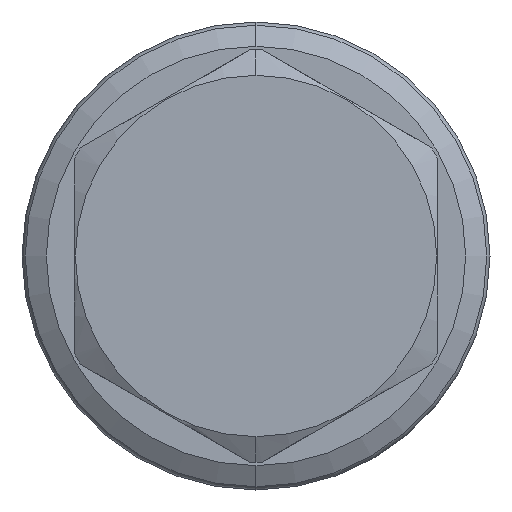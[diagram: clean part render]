
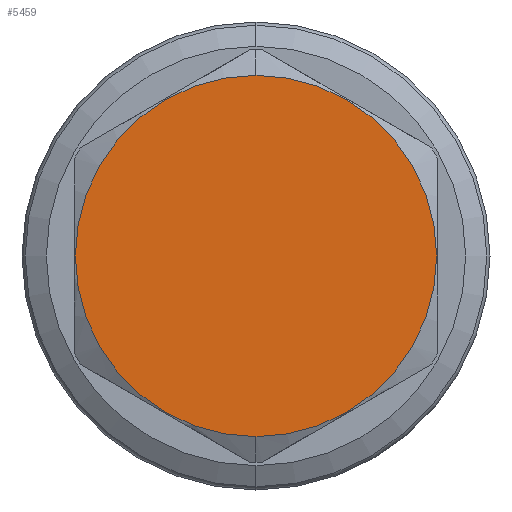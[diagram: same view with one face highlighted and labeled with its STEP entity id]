
A CAD part, left-side view. The second image highlights one B-rep face of the part: STEP entity #5459.
In plain terms, the highlighted planar face has unit normal (-1, 0, 0).
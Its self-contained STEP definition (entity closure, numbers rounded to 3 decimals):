
#481 = DIRECTION ( 'NONE',  ( -1., 0., 0. ) ) ;
#521 = CARTESIAN_POINT ( 'NONE',  ( 0., 0., 0. ) ) ;
#527 = DIRECTION ( 'NONE',  ( 0., 0., 1. ) ) ;
#1599 = CARTESIAN_POINT ( 'NONE',  ( 0., 0., -23.787 ) ) ;
#1601 = PLANE ( 'NONE',  #7928 ) ;
#1603 = DIRECTION ( 'NONE',  ( 1., 0., 0. ) ) ;
#1604 = DIRECTION ( 'NONE',  ( 0., 0., -1. ) ) ;
#2033 = CARTESIAN_POINT ( 'NONE',  ( 0., 0., -20.5 ) ) ;
#2055 = CARTESIAN_POINT ( 'NONE',  ( 0., 0., 20.5 ) ) ;
#2072 = EDGE_CURVE ( 'NONE', #7243, #7182, #4111, .T. ) ;
#2126 = EDGE_CURVE ( 'NONE', #7182, #7243, #4172, .T. ) ;
#2540 = EDGE_LOOP ( 'NONE', ( #4304, #4238 ) ) ;
#4111 = CIRCLE ( 'NONE', #6378, 20.5 ) ;
#4172 = CIRCLE ( 'NONE', #6316, 20.5 ) ;
#4238 = ORIENTED_EDGE ( 'NONE', *, *, #2072, .T. ) ;
#4304 = ORIENTED_EDGE ( 'NONE', *, *, #2126, .T. ) ;
#4751 = CARTESIAN_POINT ( 'NONE',  ( 0., 0., 0. ) ) ;
#4755 = DIRECTION ( 'NONE',  ( -1., 0., 0. ) ) ;
#4756 = DIRECTION ( 'NONE',  ( 0., 0., 1. ) ) ;
#5459 = ADVANCED_FACE ( 'NONE', ( #6682 ), #1601, .F. ) ;
#6316 = AXIS2_PLACEMENT_3D ( 'NONE', #521, #481, #527 ) ;
#6378 = AXIS2_PLACEMENT_3D ( 'NONE', #4751, #4755, #4756 ) ;
#6682 = FACE_OUTER_BOUND ( 'NONE', #2540, .T. ) ;
#7182 = VERTEX_POINT ( 'NONE', #2033 ) ;
#7243 = VERTEX_POINT ( 'NONE', #2055 ) ;
#7928 = AXIS2_PLACEMENT_3D ( 'NONE', #1599, #1603, #1604 ) ;
